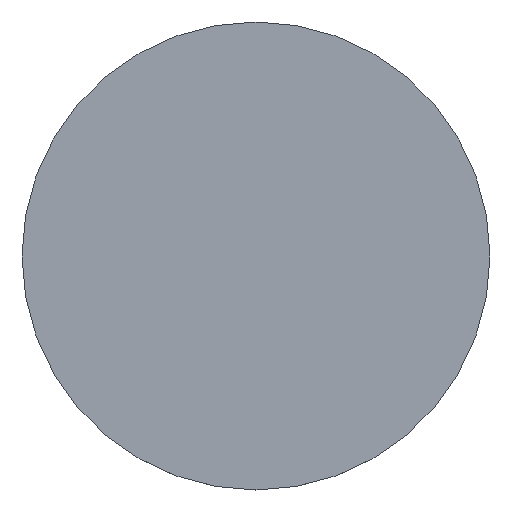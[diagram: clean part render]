
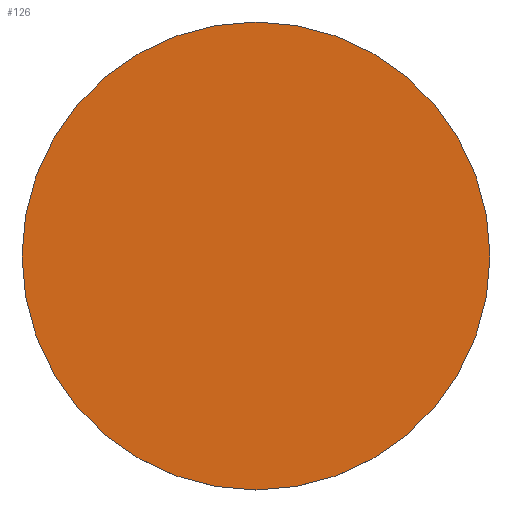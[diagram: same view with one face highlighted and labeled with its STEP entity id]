
A CAD part, top view. The second image highlights one B-rep face of the part: STEP entity #126.
In plain terms, the highlighted planar face has unit normal (0, 0, 1).
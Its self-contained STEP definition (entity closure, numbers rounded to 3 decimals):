
#5 = DIRECTION ( 'NONE',  ( 0., 0., 1. ) ) ;
#14 = DIRECTION ( 'NONE',  ( 1., 0., 0. ) ) ;
#24 = PLANE ( 'NONE',  #109 ) ;
#37 = EDGE_LOOP ( 'NONE', ( #159, #174 ) ) ;
#42 = DIRECTION ( 'NONE',  ( 1., 0., 0. ) ) ;
#43 = DIRECTION ( 'NONE',  ( 0., 0., 1. ) ) ;
#50 = AXIS2_PLACEMENT_3D ( 'NONE', #91, #57, #14 ) ;
#53 = CIRCLE ( 'NONE', #163, 25.4 ) ;
#57 = DIRECTION ( 'NONE',  ( 0., 0., 1. ) ) ;
#60 = EDGE_CURVE ( 'NONE', #125, #107, #53, .T. ) ;
#67 = CARTESIAN_POINT ( 'NONE',  ( 25.4, 0., 0.5 ) ) ;
#79 = CIRCLE ( 'NONE', #50, 25.4 ) ;
#91 = CARTESIAN_POINT ( 'NONE',  ( 0., 0., 0.5 ) ) ;
#96 = CARTESIAN_POINT ( 'NONE',  ( 0., 0., 0.5 ) ) ;
#107 = VERTEX_POINT ( 'NONE', #67 ) ;
#109 = AXIS2_PLACEMENT_3D ( 'NONE', #96, #5, #42 ) ;
#114 = DIRECTION ( 'NONE',  ( 1., 0., 0. ) ) ;
#122 = FACE_OUTER_BOUND ( 'NONE', #37, .T. ) ;
#125 = VERTEX_POINT ( 'NONE', #127 ) ;
#126 = ADVANCED_FACE ( 'NONE', ( #122 ), #24, .T. ) ;
#127 = CARTESIAN_POINT ( 'NONE',  ( -25.4, 0., 0.5 ) ) ;
#139 = CARTESIAN_POINT ( 'NONE',  ( 0., 0., 0.5 ) ) ;
#158 = EDGE_CURVE ( 'NONE', #107, #125, #79, .T. ) ;
#159 = ORIENTED_EDGE ( 'NONE', *, *, #60, .T. ) ;
#163 = AXIS2_PLACEMENT_3D ( 'NONE', #139, #43, #114 ) ;
#174 = ORIENTED_EDGE ( 'NONE', *, *, #158, .T. ) ;
